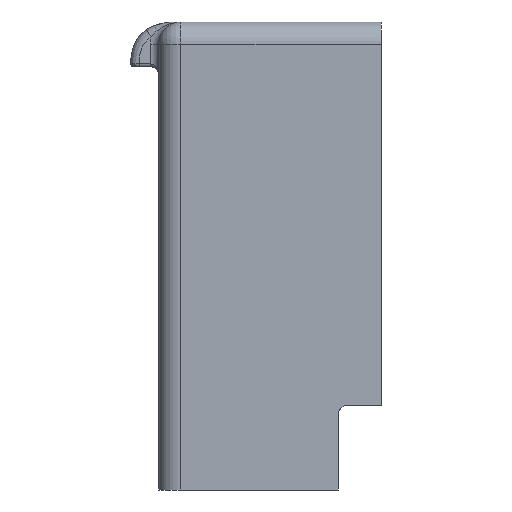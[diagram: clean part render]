
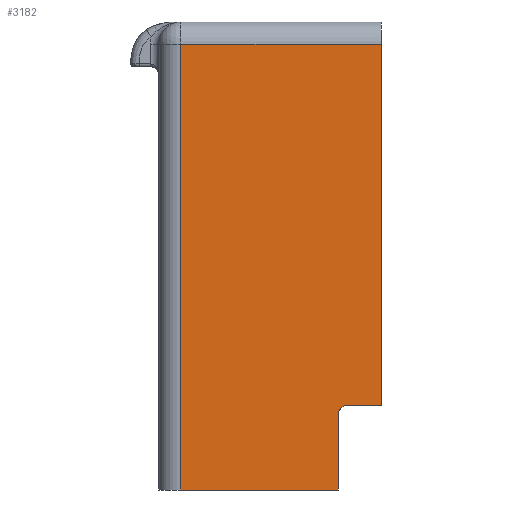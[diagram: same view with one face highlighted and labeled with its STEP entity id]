
A CAD part, left-side view. The second image highlights one B-rep face of the part: STEP entity #3182.
In plain terms, the highlighted planar face has unit normal (-1, 0, 0).
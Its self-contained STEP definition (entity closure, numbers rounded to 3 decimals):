
#22 = ORIENTED_EDGE ( 'NONE', *, *, #443, .T. ) ;
#30 = VECTOR ( 'NONE', #2642, 1000. ) ;
#42 = DIRECTION ( 'NONE',  ( 1., 0., 0. ) ) ;
#167 = VERTEX_POINT ( 'NONE', #4651 ) ;
#443 = EDGE_CURVE ( 'NONE', #5199, #2063, #4413, .T. ) ;
#514 = EDGE_CURVE ( 'NONE', #617, #3552, #4446, .T. ) ;
#617 = VERTEX_POINT ( 'NONE', #2219 ) ;
#642 = VECTOR ( 'NONE', #4528, 1000. ) ;
#657 = EDGE_CURVE ( 'NONE', #2063, #167, #3507, .T. ) ;
#886 = ORIENTED_EDGE ( 'NONE', *, *, #514, .F. ) ;
#1086 = EDGE_CURVE ( 'NONE', #617, #5199, #4929, .T. ) ;
#1110 = DIRECTION ( 'NONE',  ( 0., 0., -1. ) ) ;
#1256 = CARTESIAN_POINT ( 'NONE',  ( -86., 80., 215. ) ) ;
#1279 = PLANE ( 'NONE',  #5221 ) ;
#1377 = LINE ( 'NONE', #4635, #2964 ) ;
#1646 = DIRECTION ( 'NONE',  ( 0., 0., -1. ) ) ;
#1659 = CARTESIAN_POINT ( 'NONE',  ( -86., 72., 210. ) ) ;
#1870 = VERTEX_POINT ( 'NONE', #4983 ) ;
#1937 = VECTOR ( 'NONE', #1646, 1000. ) ;
#1946 = ORIENTED_EDGE ( 'NONE', *, *, #4811, .F. ) ;
#1976 = LINE ( 'NONE', #4028, #1937 ) ;
#2063 = VERTEX_POINT ( 'NONE', #3139 ) ;
#2164 = CARTESIAN_POINT ( 'NONE',  ( -86., 15.5, 77. ) ) ;
#2214 = CIRCLE ( 'NONE', #3843, 3.5 ) ;
#2219 = CARTESIAN_POINT ( 'NONE',  ( -86., 0., 210. ) ) ;
#2272 = ORIENTED_EDGE ( 'NONE', *, *, #1086, .T. ) ;
#2297 = DIRECTION ( 'NONE',  ( 0., 0., -1. ) ) ;
#2313 = ORIENTED_EDGE ( 'NONE', *, *, #4472, .T. ) ;
#2434 = VECTOR ( 'NONE', #1110, 1000. ) ;
#2642 = DIRECTION ( 'NONE',  ( 0., -1., 0. ) ) ;
#2788 = ORIENTED_EDGE ( 'NONE', *, *, #3172, .T. ) ;
#2877 = CARTESIAN_POINT ( 'NONE',  ( -86., 80., 210. ) ) ;
#2885 = EDGE_LOOP ( 'NONE', ( #4253, #1946, #2788, #2313, #886, #2272, #22 ) ) ;
#2888 = FACE_OUTER_BOUND ( 'NONE', #2885, .T. ) ;
#2964 = VECTOR ( 'NONE', #3005, 1000. ) ;
#3005 = DIRECTION ( 'NONE',  ( 0., -1., 0. ) ) ;
#3139 = CARTESIAN_POINT ( 'NONE',  ( -86., 72., 50. ) ) ;
#3172 = EDGE_CURVE ( 'NONE', #3926, #1870, #2214, .T. ) ;
#3182 = ADVANCED_FACE ( 'NONE', ( #2888 ), #1279, .F. ) ;
#3507 = LINE ( 'NONE', #3534, #30 ) ;
#3534 = CARTESIAN_POINT ( 'NONE',  ( -86., 80., 50. ) ) ;
#3552 = VERTEX_POINT ( 'NONE', #5040 ) ;
#3571 = CARTESIAN_POINT ( 'NONE',  ( -86., 12., 77. ) ) ;
#3843 = AXIS2_PLACEMENT_3D ( 'NONE', #3571, #5240, #5212 ) ;
#3926 = VERTEX_POINT ( 'NONE', #2164 ) ;
#4028 = CARTESIAN_POINT ( 'NONE',  ( -86., 15.5, 80.5 ) ) ;
#4253 = ORIENTED_EDGE ( 'NONE', *, *, #657, .T. ) ;
#4413 = LINE ( 'NONE', #5251, #2434 ) ;
#4446 = LINE ( 'NONE', #4473, #4932 ) ;
#4472 = EDGE_CURVE ( 'NONE', #1870, #3552, #1377, .T. ) ;
#4473 = CARTESIAN_POINT ( 'NONE',  ( -86., 0., 215. ) ) ;
#4528 = DIRECTION ( 'NONE',  ( 0., 1., 0. ) ) ;
#4542 = DIRECTION ( 'NONE',  ( 0., 1., 0. ) ) ;
#4635 = CARTESIAN_POINT ( 'NONE',  ( -86., 0., 80.5 ) ) ;
#4651 = CARTESIAN_POINT ( 'NONE',  ( -86., 15.5, 50. ) ) ;
#4811 = EDGE_CURVE ( 'NONE', #3926, #167, #1976, .T. ) ;
#4929 = LINE ( 'NONE', #2877, #642 ) ;
#4932 = VECTOR ( 'NONE', #2297, 1000. ) ;
#4983 = CARTESIAN_POINT ( 'NONE',  ( -86., 12., 80.5 ) ) ;
#5040 = CARTESIAN_POINT ( 'NONE',  ( -86., 0., 80.5 ) ) ;
#5199 = VERTEX_POINT ( 'NONE', #1659 ) ;
#5212 = DIRECTION ( 'NONE',  ( 0., 1., 0. ) ) ;
#5221 = AXIS2_PLACEMENT_3D ( 'NONE', #1256, #42, #4542 ) ;
#5240 = DIRECTION ( 'NONE',  ( 1., 0., 0. ) ) ;
#5251 = CARTESIAN_POINT ( 'NONE',  ( -86., 72., 215. ) ) ;
